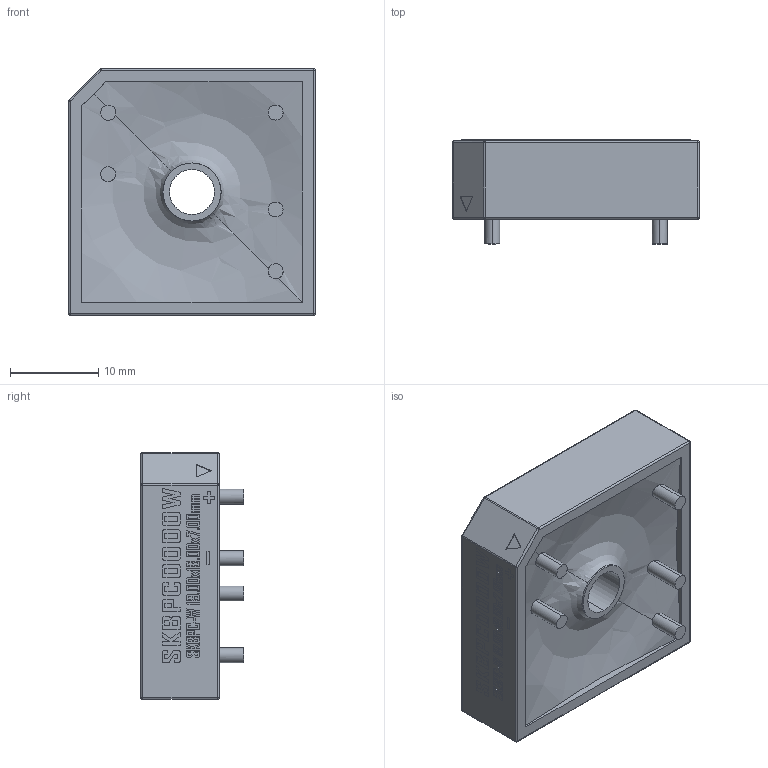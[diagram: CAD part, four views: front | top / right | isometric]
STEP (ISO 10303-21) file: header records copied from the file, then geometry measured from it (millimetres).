
FILE_DESCRIPTION (( 'STEP AP214' ), '1' );
FILE_NAME ('SKBPC-W___Nonmal_Size__.STEP', '2023-03-09T17:18:55', ( '' ), ( '' ), 'SwSTEP 2.0', 'SolidWorks 2020', '' );
FILE_SCHEMA (( 'AUTOMOTIVE_DESIGN' ));
Length unit declared in the file: millimetre
Products named in the file (1): SKBPC-W___Nonmal_Size__
Bounding box: 28 x 11.8 x 28 mm (x, y, z)
Volume: 6125.8 mm3; surface area: 2797.7 mm2
Topology: 1 solids, 1 shells, 639 faces, 1699 edges, 1115 vertices
Faces by surface type: plane 467, bspline 119, cylinder 37, sphere 10, cone 6
Entity records: 29086 total; most frequent: CARTESIAN_POINT 7987, ORIENTED_EDGE 3378, DIRECTION 2517, EDGE_CURVE 1689, LINE 1355, VECTOR 1355, VERTEX_POINT 1115, EDGE_LOOP 704
